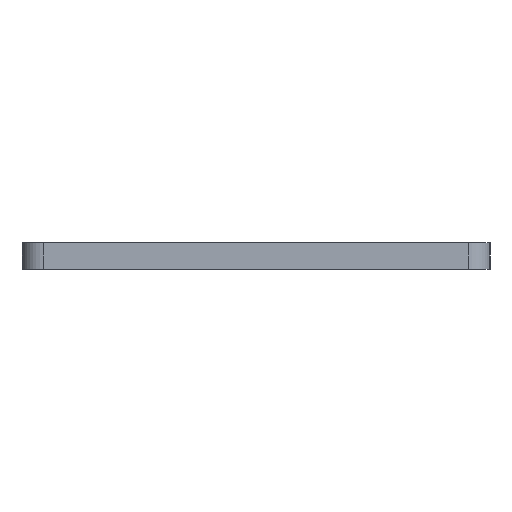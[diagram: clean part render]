
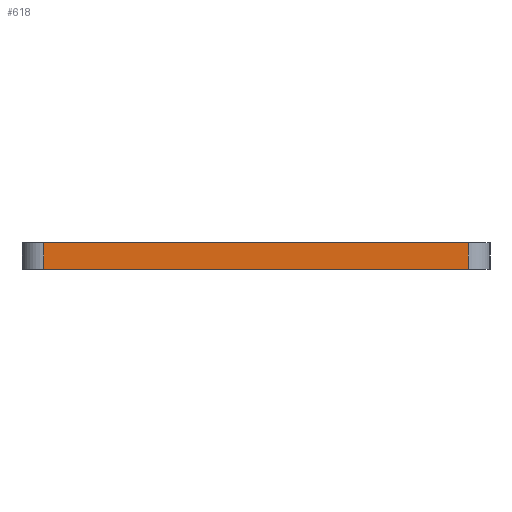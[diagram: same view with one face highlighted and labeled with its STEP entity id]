
A CAD part, left-side view. The second image highlights one B-rep face of the part: STEP entity #618.
In plain terms, the highlighted planar face has unit normal (-1, 0, 0).
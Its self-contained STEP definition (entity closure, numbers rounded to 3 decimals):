
#29=PLANE('',#689);
#58=FACE_OUTER_BOUND('',#90,.T.);
#90=EDGE_LOOP('',(#525,#526,#527,#528));
#160=LINE('',#993,#222);
#179=LINE('',#1044,#241);
#180=LINE('',#1047,#242);
#181=LINE('',#1048,#243);
#222=VECTOR('',#804,10.);
#241=VECTOR('',#855,10.);
#242=VECTOR('',#858,10.);
#243=VECTOR('',#859,10.);
#287=VERTEX_POINT('',#990);
#288=VERTEX_POINT('',#992);
#304=VERTEX_POINT('',#1042);
#305=VERTEX_POINT('',#1046);
#362=EDGE_CURVE('',#287,#288,#160,.T.);
#388=EDGE_CURVE('',#304,#288,#179,.T.);
#389=EDGE_CURVE('',#305,#304,#180,.T.);
#390=EDGE_CURVE('',#305,#287,#181,.T.);
#525=ORIENTED_EDGE('',*,*,#389,.T.);
#526=ORIENTED_EDGE('',*,*,#388,.T.);
#527=ORIENTED_EDGE('',*,*,#362,.F.);
#528=ORIENTED_EDGE('',*,*,#390,.F.);
#618=ADVANCED_FACE('',(#58),#29,.T.);
#689=AXIS2_PLACEMENT_3D('',#1045,#856,#857);
#804=DIRECTION('',(0.,-1.,0.));
#855=DIRECTION('',(0.,0.,1.));
#856=DIRECTION('center_axis',(-1.,0.,0.));
#857=DIRECTION('ref_axis',(0.,-1.,0.));
#858=DIRECTION('',(0.,-1.,0.));
#859=DIRECTION('',(0.,0.,1.));
#990=CARTESIAN_POINT('',(0.,102.25,6.));
#992=CARTESIAN_POINT('',(0.,5.,6.));
#993=CARTESIAN_POINT('',(0.,102.25,6.));
#1042=CARTESIAN_POINT('',(0.,5.,0.));
#1044=CARTESIAN_POINT('',(0.,5.,0.));
#1045=CARTESIAN_POINT('Origin',(0.,102.25,0.));
#1046=CARTESIAN_POINT('',(0.,102.25,0.));
#1047=CARTESIAN_POINT('',(0.,102.25,0.));
#1048=CARTESIAN_POINT('',(0.,102.25,0.));
